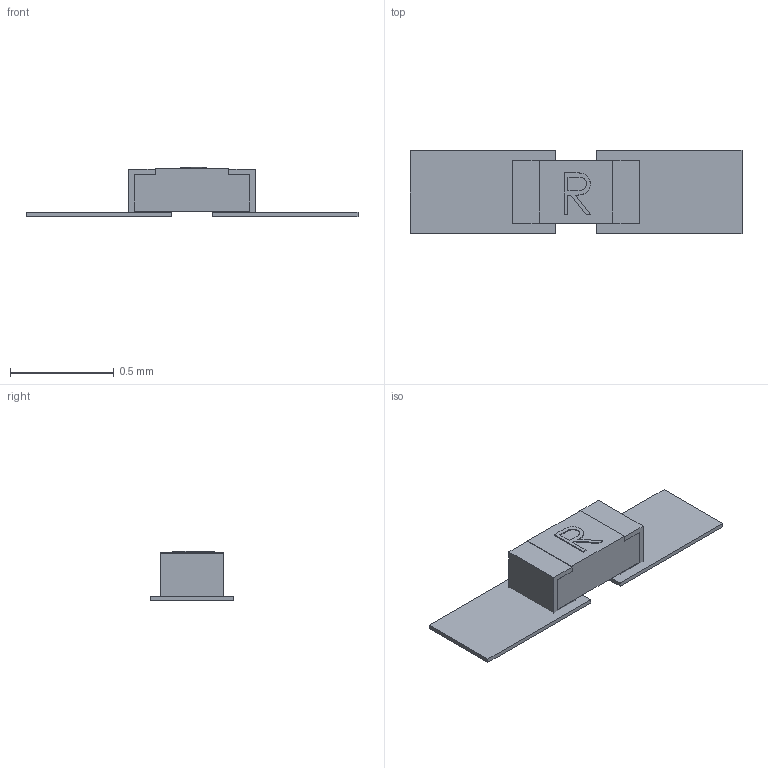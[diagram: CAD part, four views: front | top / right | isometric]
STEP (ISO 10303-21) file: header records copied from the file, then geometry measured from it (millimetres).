
FILE_DESCRIPTION (( 'STEP AP214' ), '1' );
FILE_NAME ('User Library-res0201.STEP', '2010-07-18T03:05:52', ( 'sysAdmin' ), ( 'SolidWorks' ), 'SwSTEP 2.0', 'SolidWorks 2010', '' );
FILE_SCHEMA (( 'AUTOMOTIVE_DESIGN' ));
Length unit declared in the file: millimetre
Products named in the file (3): User Library-res0201_pad_0201_??; User Library-res0201; User Library-res0201_res0201_body_??
Assembly tree (2 placements, depth 2):
  User Library-res0201
    User Library-res0201_res0201_body_??
    User Library-res0201_pad_0201_??
Bounding box: 1.6 x 0.4 x 0.24 mm (x, y, z)
Volume: 0.1 mm3; surface area: 2 mm2
Topology: 3 solids, 3 shells, 64 faces, 162 edges, 106 vertices
Faces by surface type: plane 59, bspline 5
Entity records: 2986 total; most frequent: CARTESIAN_POINT 844, ORIENTED_EDGE 324, DIRECTION 280, EDGE_CURVE 162, VECTOR 152, LINE 152, VERTEX_POINT 106, EDGE_LOOP 66
